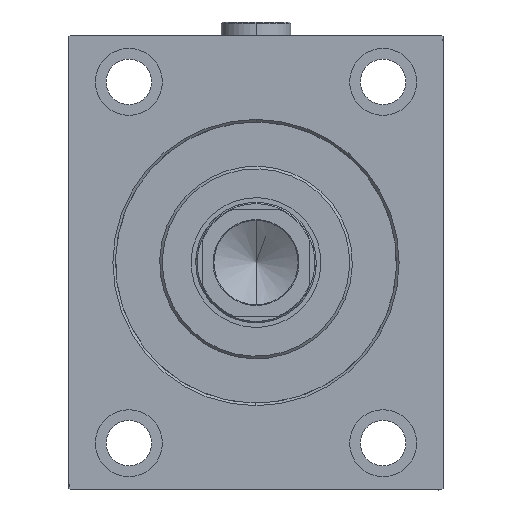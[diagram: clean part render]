
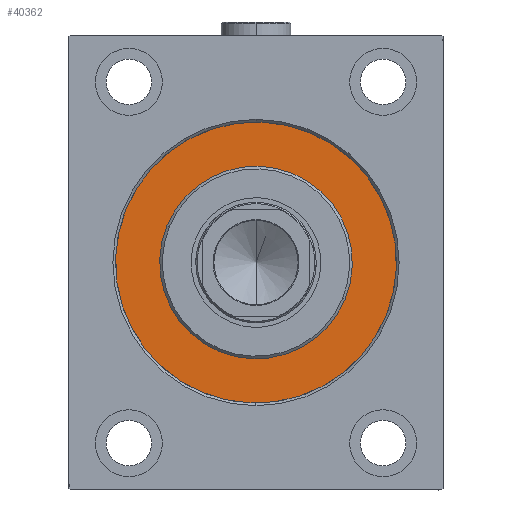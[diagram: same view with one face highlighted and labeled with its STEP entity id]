
A CAD part, left-side view. The second image highlights one B-rep face of the part: STEP entity #40362.
In plain terms, the highlighted face is planar.
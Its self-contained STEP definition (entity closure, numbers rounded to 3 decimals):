
#25 = FACE_OUTER_BOUND ( 'NONE', #21243, .T. ) ;
#1560 = ORIENTED_EDGE ( 'NONE', *, *, #40605, .F. ) ;
#1979 = VERTEX_POINT ( 'NONE', #13336 ) ;
#3146 = AXIS2_PLACEMENT_3D ( 'NONE', #19169, #39943, #21914 ) ;
#3349 = EDGE_LOOP ( 'NONE', ( #28079, #17877 ) ) ;
#5800 = DIRECTION ( 'NONE',  ( 1., 0., 0. ) ) ;
#6454 = CARTESIAN_POINT ( 'NONE',  ( 0., 0., -36. ) ) ;
#9556 = DIRECTION ( 'NONE',  ( 0., 0., 1. ) ) ;
#9692 = AXIS2_PLACEMENT_3D ( 'NONE', #12767, #33773, #9556 ) ;
#10434 = CARTESIAN_POINT ( 'NONE',  ( 0., 0., 0. ) ) ;
#11150 = VERTEX_POINT ( 'NONE', #29189 ) ;
#12044 = DIRECTION ( 'NONE',  ( 0., 0., -1. ) ) ;
#12767 = CARTESIAN_POINT ( 'NONE',  ( 0., 0., 0. ) ) ;
#13336 = CARTESIAN_POINT ( 'NONE',  ( 0., 0., 36. ) ) ;
#13931 = PLANE ( 'NONE',  #3146 ) ;
#13982 = CIRCLE ( 'NONE', #29317, 36. ) ;
#15470 = CARTESIAN_POINT ( 'NONE',  ( 0., 0., 0. ) ) ;
#15631 = AXIS2_PLACEMENT_3D ( 'NONE', #10434, #31002, #20944 ) ;
#16957 = ORIENTED_EDGE ( 'NONE', *, *, #42887, .F. ) ;
#17002 = EDGE_CURVE ( 'NONE', #24145, #1979, #13982, .T. ) ;
#17877 = ORIENTED_EDGE ( 'NONE', *, *, #17002, .F. ) ;
#19169 = CARTESIAN_POINT ( 'NONE',  ( 0., 0., 0. ) ) ;
#19731 = DIRECTION ( 'NONE',  ( 0., 0., -1. ) ) ;
#20944 = DIRECTION ( 'NONE',  ( 0., 0., 1. ) ) ;
#21243 = EDGE_LOOP ( 'NONE', ( #16957, #1560 ) ) ;
#21914 = DIRECTION ( 'NONE',  ( 0., 0., 1. ) ) ;
#23580 = CIRCLE ( 'NONE', #9692, 52.5 ) ;
#24145 = VERTEX_POINT ( 'NONE', #6454 ) ;
#24178 = CARTESIAN_POINT ( 'NONE',  ( 0., 0., 52.5 ) ) ;
#25565 = EDGE_CURVE ( 'NONE', #1979, #24145, #39639, .T. ) ;
#27292 = VERTEX_POINT ( 'NONE', #24178 ) ;
#28079 = ORIENTED_EDGE ( 'NONE', *, *, #25565, .F. ) ;
#29189 = CARTESIAN_POINT ( 'NONE',  ( 0., 0., -52.5 ) ) ;
#29317 = AXIS2_PLACEMENT_3D ( 'NONE', #15470, #29406, #12044 ) ;
#29406 = DIRECTION ( 'NONE',  ( 1., 0., 0. ) ) ;
#30009 = CARTESIAN_POINT ( 'NONE',  ( 0., 0., 0. ) ) ;
#30905 = AXIS2_PLACEMENT_3D ( 'NONE', #30009, #5800, #19731 ) ;
#31002 = DIRECTION ( 'NONE',  ( -1., 0., 0. ) ) ;
#31298 = FACE_BOUND ( 'NONE', #3349, .T. ) ;
#33773 = DIRECTION ( 'NONE',  ( -1., 0., 0. ) ) ;
#33853 = CIRCLE ( 'NONE', #15631, 52.5 ) ;
#39639 = CIRCLE ( 'NONE', #30905, 36. ) ;
#39943 = DIRECTION ( 'NONE',  ( -1., 0., 0. ) ) ;
#40362 = ADVANCED_FACE ( 'NONE', ( #31298, #25 ), #13931, .F. ) ;
#40605 = EDGE_CURVE ( 'NONE', #27292, #11150, #23580, .T. ) ;
#42887 = EDGE_CURVE ( 'NONE', #11150, #27292, #33853, .T. ) ;
